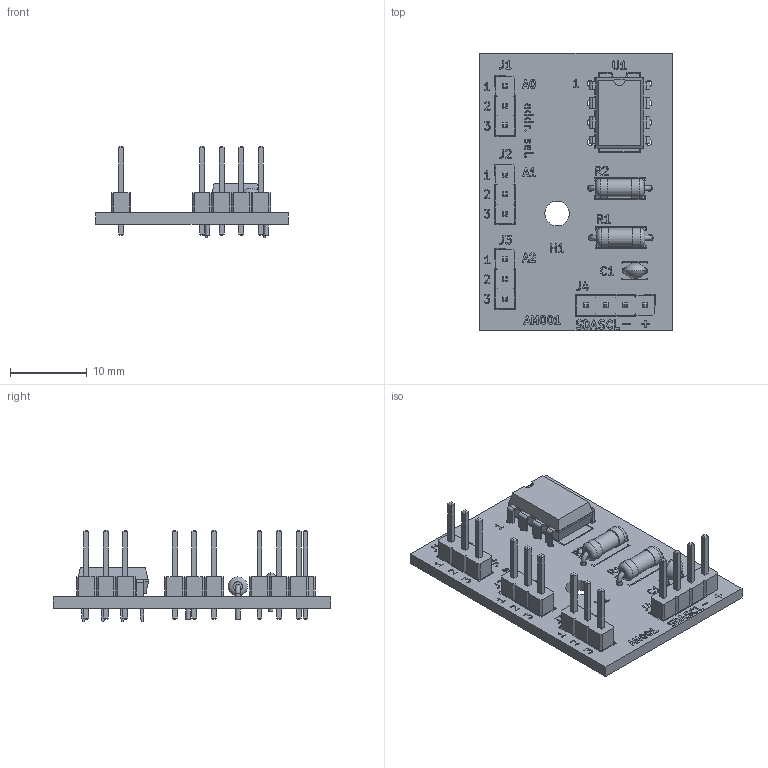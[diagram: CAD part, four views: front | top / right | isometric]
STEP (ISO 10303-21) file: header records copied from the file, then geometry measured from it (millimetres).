
FILE_DESCRIPTION(('KiCad electronic assembly'),'2;1');
FILE_NAME('eeprom_i2c.step','2025-03-15T22:49:01',('Pcbnew'),('Kicad'), 'Open CASCADE STEP processor 7.8','KiCad to STEP converter','Unknown' );
FILE_SCHEMA(('AUTOMOTIVE_DESIGN { 1 0 10303 214 1 1 1 1 }'));
Length unit declared in the file: millimetre
Products named in the file (8): eeprom_i2c 1; R_Axial_DIN0207_L6.3mm_D2.5mm_P7.62mm_Horizontal; PinHeader_1x03_P2.54mm_Vertical; PinHeader_1x04_P2.54mm_Vertical; DIP-8_W7.62mm; C_Disc_D3.0mm_W2.0mm_P2.50mm; eeprom_i2c_silkscreen; eeprom_i2c_PCB
Assembly tree (10 placements, depth 2):
  eeprom_i2c 1
    R_Axial_DIN0207_L6.3mm_D2.5mm_P7.62mm_Horizontal  x2
    PinHeader_1x03_P2.54mm_Vertical  x3
    PinHeader_1x04_P2.54mm_Vertical
    DIP-8_W7.62mm
    C_Disc_D3.0mm_W2.0mm_P2.50mm
    eeprom_i2c_silkscreen
    eeprom_i2c_PCB
Bounding box: 25 x 36 x 11.84 mm (x, y, z)
Volume: 1829.7 mm3; surface area: 3247.8 mm2
Topology: 9 solids, 80 shells, 623 faces, 2567 edges, 2065 vertices
Faces by surface type: plane 530, cylinder 61, bspline 20, torus 8, revolution 2, sphere 2
Full cylindrical faces by diameter (mm): 0.5 x2, 0.6 x4, 0.8 x14, 1 x13, 2.25 x2, 2.5 x4, 3.2 x1
Entity records: 26222 total; most frequent: CARTESIAN_POINT 5408, DIRECTION 3472, ORIENTED_EDGE 3144, EDGE_CURVE 2182, VERTEX_POINT 1827, LINE 1726, VECTOR 1726, AXIS2_PLACEMENT_3D 872
